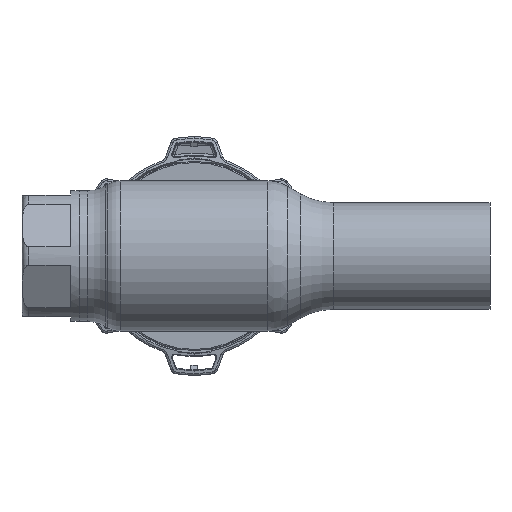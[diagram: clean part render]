
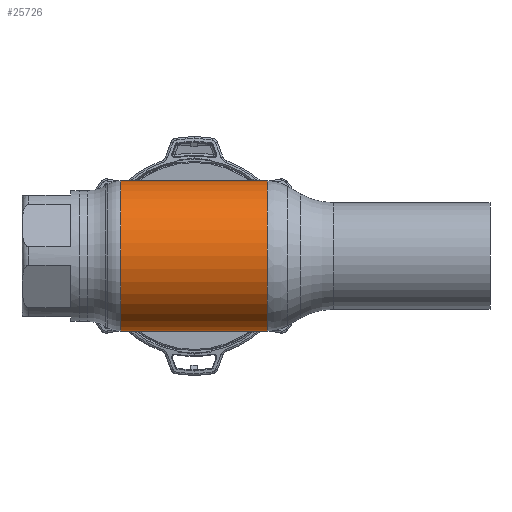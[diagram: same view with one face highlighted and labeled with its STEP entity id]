
A CAD part, front view. The second image highlights one B-rep face of the part: STEP entity #25726.
In plain terms, the highlighted cylindrical face has radius 34 mm (diameter 68 mm), a partial arc.
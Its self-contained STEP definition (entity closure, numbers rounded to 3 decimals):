
#677 = VECTOR ( 'NONE', #7907, 1000. ) ;
#738 = CARTESIAN_POINT ( 'NONE',  ( -62.69, 0., 0. ) ) ;
#1072 = DIRECTION ( 'NONE',  ( -1., 0., 0. ) ) ;
#1084 = CARTESIAN_POINT ( 'NONE',  ( -62.69, 0., -34. ) ) ;
#1716 = ORIENTED_EDGE ( 'NONE', *, *, #20475, .T. ) ;
#2536 = DIRECTION ( 'NONE',  ( 0., 0., 1. ) ) ;
#2784 = EDGE_CURVE ( 'NONE', #19803, #26254, #8374, .T. ) ;
#3291 = CARTESIAN_POINT ( 'NONE',  ( -33.177, 0., -34. ) ) ;
#3310 = VECTOR ( 'NONE', #6033, 1000. ) ;
#5990 = ORIENTED_EDGE ( 'NONE', *, *, #9822, .T. ) ;
#6033 = DIRECTION ( 'NONE',  ( -1., 0., 0. ) ) ;
#6759 = VERTEX_POINT ( 'NONE', #11126 ) ;
#6939 = DIRECTION ( 'NONE',  ( -1., 0., 0. ) ) ;
#6973 = VERTEX_POINT ( 'NONE', #14928 ) ;
#7178 = CARTESIAN_POINT ( 'NONE',  ( 33.177, 0., 0. ) ) ;
#7907 = DIRECTION ( 'NONE',  ( -1., 0., 0. ) ) ;
#8374 = LINE ( 'NONE', #1084, #3310 ) ;
#9822 = EDGE_CURVE ( 'NONE', #6759, #6973, #15551, .T. ) ;
#10853 = DIRECTION ( 'NONE',  ( 0., 0., 1. ) ) ;
#11126 = CARTESIAN_POINT ( 'NONE',  ( 33.177, 0., 34. ) ) ;
#12607 = AXIS2_PLACEMENT_3D ( 'NONE', #29655, #6939, #29321 ) ;
#14928 = CARTESIAN_POINT ( 'NONE',  ( -33.177, 0., 34. ) ) ;
#15551 = LINE ( 'NONE', #20197, #677 ) ;
#16556 = ORIENTED_EDGE ( 'NONE', *, *, #2784, .F. ) ;
#17182 = EDGE_CURVE ( 'NONE', #26254, #6973, #24802, .T. ) ;
#18028 = FACE_OUTER_BOUND ( 'NONE', #30047, .T. ) ;
#19803 = VERTEX_POINT ( 'NONE', #21469 ) ;
#20197 = CARTESIAN_POINT ( 'NONE',  ( -62.69, 0., 34. ) ) ;
#20475 = EDGE_CURVE ( 'NONE', #19803, #6759, #27464, .T. ) ;
#21469 = CARTESIAN_POINT ( 'NONE',  ( 33.177, 0., -34. ) ) ;
#21534 = ORIENTED_EDGE ( 'NONE', *, *, #17182, .F. ) ;
#22275 = AXIS2_PLACEMENT_3D ( 'NONE', #738, #1072, #10853 ) ;
#23143 = CYLINDRICAL_SURFACE ( 'NONE', #22275, 34. ) ;
#24327 = AXIS2_PLACEMENT_3D ( 'NONE', #7178, #27253, #2536 ) ;
#24802 = CIRCLE ( 'NONE', #12607, 34. ) ;
#25726 = ADVANCED_FACE ( 'NONE', ( #18028 ), #23143, .T. ) ;
#26254 = VERTEX_POINT ( 'NONE', #3291 ) ;
#27253 = DIRECTION ( 'NONE',  ( -1., 0., 0. ) ) ;
#27464 = CIRCLE ( 'NONE', #24327, 34. ) ;
#29321 = DIRECTION ( 'NONE',  ( 0., 0., 1. ) ) ;
#29655 = CARTESIAN_POINT ( 'NONE',  ( -33.177, 0., 0. ) ) ;
#30047 = EDGE_LOOP ( 'NONE', ( #16556, #1716, #5990, #21534 ) ) ;
